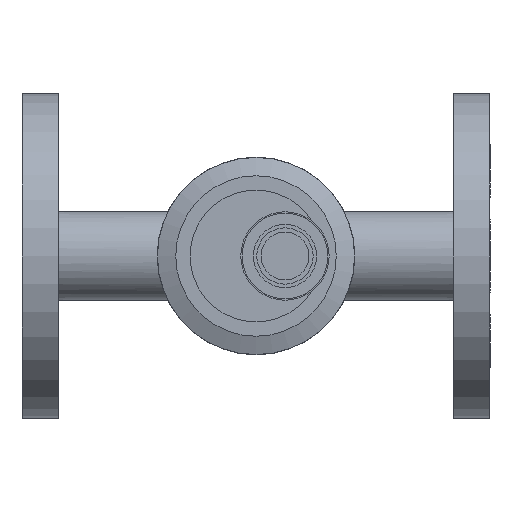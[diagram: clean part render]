
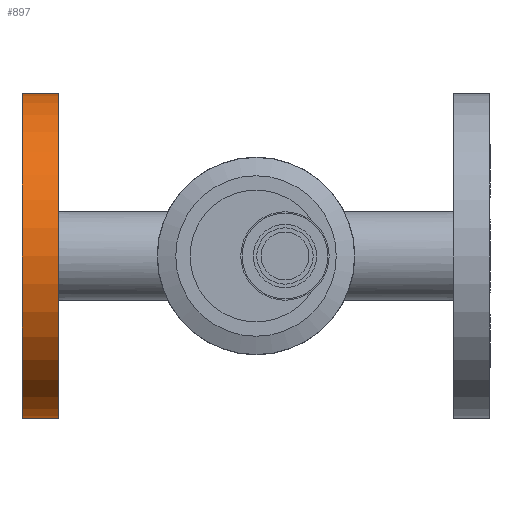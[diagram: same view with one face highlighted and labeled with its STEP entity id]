
A CAD part, left-side view. The second image highlights one B-rep face of the part: STEP entity #897.
In plain terms, the highlighted cylindrical face has radius 62.5 mm (diameter 125 mm), a full revolution.
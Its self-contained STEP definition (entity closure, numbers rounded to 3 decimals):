
#119=FACE_OUTER_BOUND('',#192,.T.);
#192=EDGE_LOOP('',(#722,#723,#724,#725));
#266=LINE('',#1658,#302);
#302=VECTOR('',#1264,62.5);
#366=CIRCLE('',#1026,62.5);
#367=CIRCLE('',#1028,62.5);
#442=VERTEX_POINT('',#1652);
#443=VERTEX_POINT('',#1655);
#545=EDGE_CURVE('',#442,#442,#366,.T.);
#546=EDGE_CURVE('',#443,#443,#367,.T.);
#547=EDGE_CURVE('',#442,#443,#266,.T.);
#722=ORIENTED_EDGE('',*,*,#545,.F.);
#723=ORIENTED_EDGE('',*,*,#547,.T.);
#724=ORIENTED_EDGE('',*,*,#546,.T.);
#725=ORIENTED_EDGE('',*,*,#547,.F.);
#856=CYLINDRICAL_SURFACE('',#1029,62.5);
#897=ADVANCED_FACE('',(#119),#856,.T.);
#1026=AXIS2_PLACEMENT_3D('',#1653,#1256,#1257);
#1028=AXIS2_PLACEMENT_3D('',#1656,#1260,#1261);
#1029=AXIS2_PLACEMENT_3D('',#1657,#1262,#1263);
#1256=DIRECTION('center_axis',(0.,1.,0.));
#1257=DIRECTION('ref_axis',(1.,0.,0.));
#1260=DIRECTION('center_axis',(0.,1.,0.));
#1261=DIRECTION('ref_axis',(1.,0.,0.));
#1262=DIRECTION('center_axis',(0.,1.,0.));
#1263=DIRECTION('ref_axis',(1.,0.,0.));
#1264=DIRECTION('',(0.,-1.,0.));
#1652=CARTESIAN_POINT('',(2088.951,90.,0.));
#1653=CARTESIAN_POINT('Origin',(2151.451,90.,0.));
#1655=CARTESIAN_POINT('',(2088.951,76.,0.));
#1656=CARTESIAN_POINT('Origin',(2151.451,76.,0.));
#1657=CARTESIAN_POINT('Origin',(2151.451,83.,0.));
#1658=CARTESIAN_POINT('',(2088.951,83.,0.));
